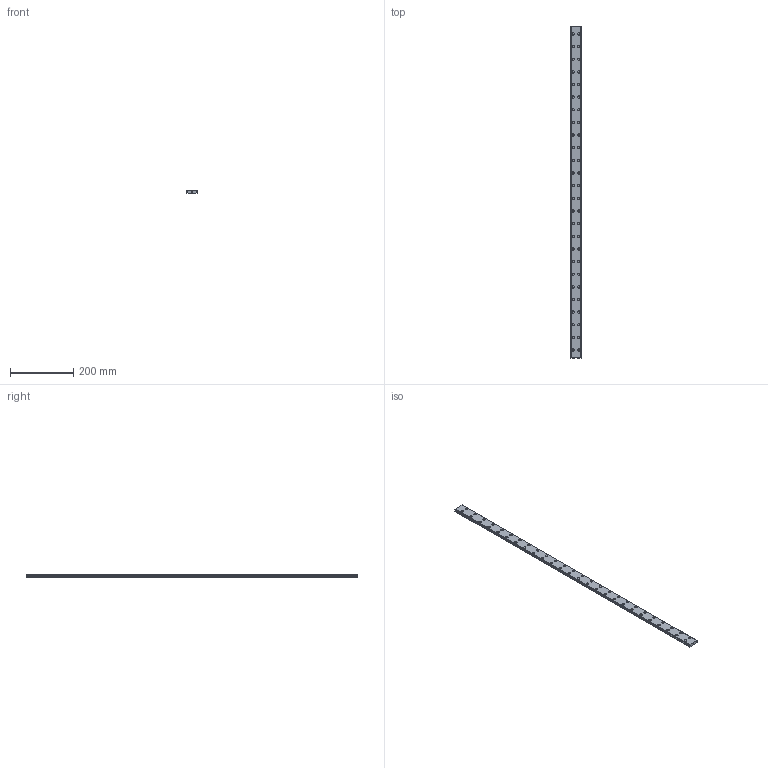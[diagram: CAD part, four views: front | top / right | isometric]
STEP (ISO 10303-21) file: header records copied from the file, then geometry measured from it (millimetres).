
FILE_DESCRIPTION(('STEP AP214'),'1');
FILE_NAME('cctmp_9BAB2AB7-7700-450E-BD75-517C7FEF04A4_2021_03_02_13_04_18_0609..stp','2021-03-02T12:04:18',('HIWIN GmbH'),('CADClick - www.CADClick.com'),'Spatial InterOp 3D',' ','unknown authorization');
FILE_SCHEMA(('AUTOMOTIVE_DESIGN'));
Length unit declared in the file: millimetre
Products named in the file (1): WER17R1050H_FILE
Bounding box: 33 x 1050 x 9.3 mm (x, y, z)
Volume: 290161.3 mm3; surface area: 102895.8 mm2
Topology: 1 solids, 1 shells, 571 faces, 1227 edges, 818 vertices
Faces by surface type: cylinder 330, plane 241
Entity records: 20373 total; most frequent: DIRECTION 3031, CARTESIAN_POINT 2617, ORIENTED_EDGE 2454, AXIS2_PLACEMENT_3D 1232, EDGE_CURVE 1227, VERTEX_POINT 818, EDGE_LOOP 731, CIRCLE 660
